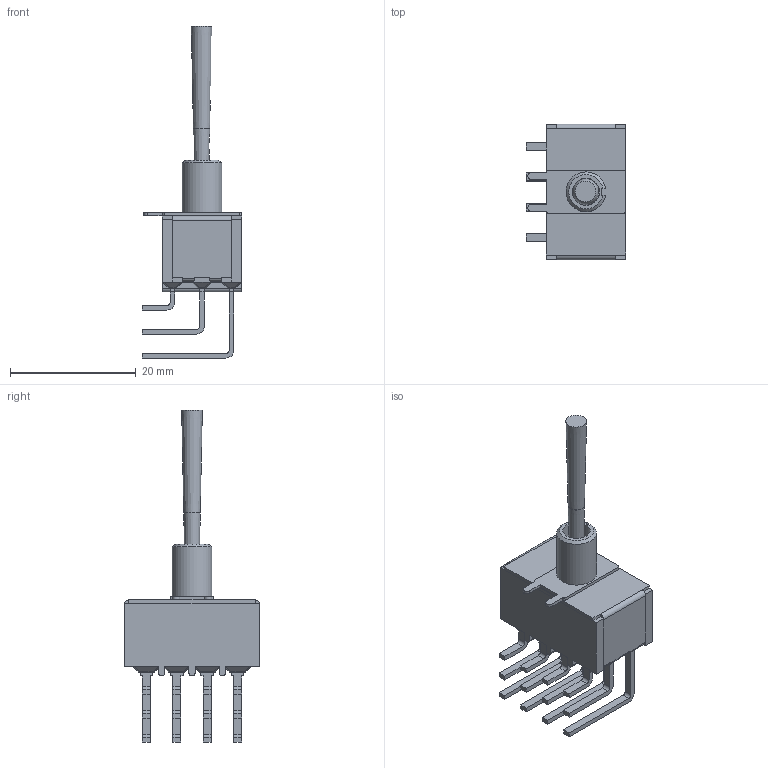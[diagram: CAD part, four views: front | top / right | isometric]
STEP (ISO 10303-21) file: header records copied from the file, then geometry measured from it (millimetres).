
FILE_DESCRIPTION(/* description */ (''),/* implementation_level */ '2;1');
FILE_NAME(/* name */ '1004PxT9B1M7xE.stp',/* time_stamp */ '2025-04-30T14:48:40-05:00',/* author */ ('mroman'),/* organization */ (''),/* preprocessor_version */ 'ST-DEVELOPER v18.1',/* originating_system */ 'Autodesk Inventor 2022',/* authorisation */ '');
FILE_SCHEMA (('AUTOMOTIVE_DESIGN { 1 0 10303 214 3 1 1 }'));
Length unit declared in the file: inch
Products named in the file (1): 1004PxT9B1M7xE
Bounding box: 15.88 x 21.59 x 52.83 mm (x, y, z)
Volume: 3578.4 mm3; surface area: 2795.2 mm2
Topology: 2 solids, 2 shells, 527 faces, 1386 edges, 831 vertices
Faces by surface type: plane 334, cylinder 141, sphere 49, cone 3
Full cylindrical faces by diameter (mm): 4.35 x1
Entity records: 15632 total; most frequent: DIRECTION 2700, CARTESIAN_POINT 2700, ORIENTED_EDGE 2674, EDGE_CURVE 1337, LINE 1026, VECTOR 1026, AXIS2_PLACEMENT_3D 837, VERTEX_POINT 831
